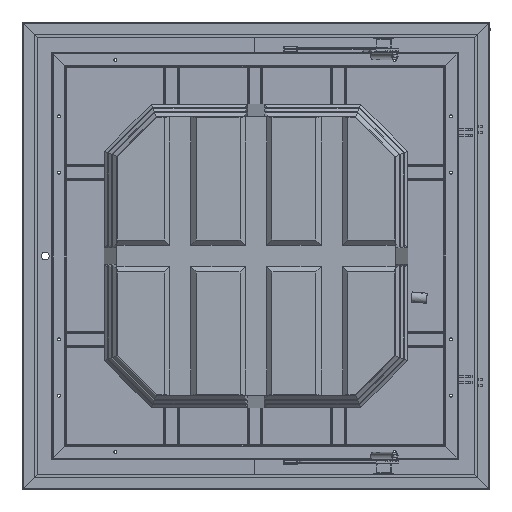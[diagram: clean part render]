
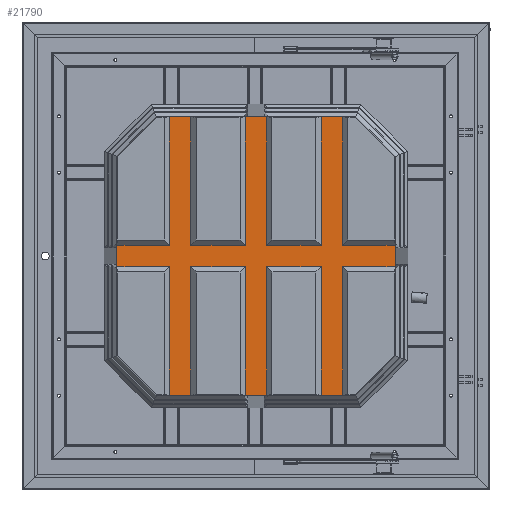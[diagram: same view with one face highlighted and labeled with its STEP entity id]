
A CAD part, front view. The second image highlights one B-rep face of the part: STEP entity #21790.
In plain terms, the highlighted planar face has unit normal (0, -1, 0).
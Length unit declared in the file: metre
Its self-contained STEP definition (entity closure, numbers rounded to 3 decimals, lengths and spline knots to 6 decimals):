
#548=LINE('',#33257,#2472);
#594=LINE('',#33344,#2518);
#598=LINE('',#33352,#2522);
#602=LINE('',#33360,#2526);
#633=LINE('',#33416,#2557);
#664=LINE('',#33471,#2588);
#668=LINE('',#33479,#2592);
#672=LINE('',#33487,#2596);
#761=LINE('',#33664,#2685);
#762=LINE('',#33666,#2686);
#763=LINE('',#33667,#2687);
#764=LINE('',#33669,#2688);
#765=LINE('',#33671,#2689);
#766=LINE('',#33672,#2690);
#767=LINE('',#33674,#2691);
#768=LINE('',#33676,#2692);
#769=LINE('',#33677,#2693);
#770=LINE('',#33679,#2694);
#771=LINE('',#33680,#2695);
#772=LINE('',#33682,#2696);
#773=LINE('',#33683,#2697);
#774=LINE('',#33685,#2698);
#775=LINE('',#33687,#2699);
#776=LINE('',#33688,#2700);
#777=LINE('',#33690,#2701);
#778=LINE('',#33692,#2702);
#779=LINE('',#33693,#2703);
#780=LINE('',#33695,#2704);
#2472=VECTOR('',#26591,1.);
#2518=VECTOR('',#26655,1.);
#2522=VECTOR('',#26659,1.);
#2526=VECTOR('',#26663,1.);
#2557=VECTOR('',#26704,1.);
#2588=VECTOR('',#26745,1.);
#2592=VECTOR('',#26749,1.);
#2596=VECTOR('',#26753,1.);
#2685=VECTOR('',#26946,1.);
#2686=VECTOR('',#26947,1.);
#2687=VECTOR('',#26948,1.);
#2688=VECTOR('',#26949,1.);
#2689=VECTOR('',#26950,1.);
#2690=VECTOR('',#26951,1.);
#2691=VECTOR('',#26952,1.);
#2692=VECTOR('',#26953,1.);
#2693=VECTOR('',#26954,1.);
#2694=VECTOR('',#26955,1.);
#2695=VECTOR('',#26956,1.);
#2696=VECTOR('',#26957,1.);
#2697=VECTOR('',#26958,1.);
#2698=VECTOR('',#26959,1.);
#2699=VECTOR('',#26960,1.);
#2700=VECTOR('',#26961,1.);
#2701=VECTOR('',#26962,1.);
#2702=VECTOR('',#26963,1.);
#2703=VECTOR('',#26964,1.);
#2704=VECTOR('',#26965,1.);
#6022=ORIENTED_EDGE('',*,*,#11695,.T.);
#6023=ORIENTED_EDGE('',*,*,#11696,.F.);
#6024=ORIENTED_EDGE('',*,*,#11606,.F.);
#6025=ORIENTED_EDGE('',*,*,#11697,.T.);
#6026=ORIENTED_EDGE('',*,*,#11698,.T.);
#6027=ORIENTED_EDGE('',*,*,#11699,.F.);
#6028=ORIENTED_EDGE('',*,*,#11602,.F.);
#6029=ORIENTED_EDGE('',*,*,#11700,.T.);
#6030=ORIENTED_EDGE('',*,*,#11701,.T.);
#6031=ORIENTED_EDGE('',*,*,#11702,.F.);
#6032=ORIENTED_EDGE('',*,*,#11598,.F.);
#6033=ORIENTED_EDGE('',*,*,#11703,.T.);
#6034=ORIENTED_EDGE('',*,*,#11704,.T.);
#6035=ORIENTED_EDGE('',*,*,#11482,.F.);
#6036=ORIENTED_EDGE('',*,*,#11705,.F.);
#6037=ORIENTED_EDGE('',*,*,#11706,.F.);
#6038=ORIENTED_EDGE('',*,*,#11536,.F.);
#6039=ORIENTED_EDGE('',*,*,#11707,.T.);
#6040=ORIENTED_EDGE('',*,*,#11708,.F.);
#6041=ORIENTED_EDGE('',*,*,#11709,.F.);
#6042=ORIENTED_EDGE('',*,*,#11532,.F.);
#6043=ORIENTED_EDGE('',*,*,#11710,.T.);
#6044=ORIENTED_EDGE('',*,*,#11711,.F.);
#6045=ORIENTED_EDGE('',*,*,#11712,.F.);
#6046=ORIENTED_EDGE('',*,*,#11528,.F.);
#6047=ORIENTED_EDGE('',*,*,#11713,.T.);
#6048=ORIENTED_EDGE('',*,*,#11714,.F.);
#6049=ORIENTED_EDGE('',*,*,#11567,.F.);
#11482=EDGE_CURVE('',#14436,#14437,#548,.T.);
#11528=EDGE_CURVE('',#14468,#14469,#594,.T.);
#11532=EDGE_CURVE('',#14472,#14473,#598,.T.);
#11536=EDGE_CURVE('',#14476,#14477,#602,.T.);
#11567=EDGE_CURVE('',#14496,#14497,#633,.T.);
#11598=EDGE_CURVE('',#14515,#14516,#664,.T.);
#11602=EDGE_CURVE('',#14519,#14520,#668,.T.);
#11606=EDGE_CURVE('',#14523,#14524,#672,.T.);
#11695=EDGE_CURVE('',#14496,#14560,#761,.T.);
#11696=EDGE_CURVE('',#14524,#14560,#762,.T.);
#11697=EDGE_CURVE('',#14523,#14561,#763,.T.);
#11698=EDGE_CURVE('',#14561,#14562,#764,.T.);
#11699=EDGE_CURVE('',#14520,#14562,#765,.T.);
#11700=EDGE_CURVE('',#14519,#14563,#766,.T.);
#11701=EDGE_CURVE('',#14563,#14564,#767,.T.);
#11702=EDGE_CURVE('',#14516,#14564,#768,.T.);
#11703=EDGE_CURVE('',#14515,#14565,#769,.T.);
#11704=EDGE_CURVE('',#14565,#14437,#770,.T.);
#11705=EDGE_CURVE('',#14566,#14436,#771,.T.);
#11706=EDGE_CURVE('',#14477,#14566,#772,.T.);
#11707=EDGE_CURVE('',#14476,#14567,#773,.T.);
#11708=EDGE_CURVE('',#14568,#14567,#774,.T.);
#11709=EDGE_CURVE('',#14473,#14568,#775,.T.);
#11710=EDGE_CURVE('',#14472,#14569,#776,.T.);
#11711=EDGE_CURVE('',#14570,#14569,#777,.T.);
#11712=EDGE_CURVE('',#14469,#14570,#778,.T.);
#11713=EDGE_CURVE('',#14468,#14571,#779,.T.);
#11714=EDGE_CURVE('',#14497,#14571,#780,.T.);
#14436=VERTEX_POINT('',#33256);
#14437=VERTEX_POINT('',#33258);
#14468=VERTEX_POINT('',#33343);
#14469=VERTEX_POINT('',#33345);
#14472=VERTEX_POINT('',#33351);
#14473=VERTEX_POINT('',#33353);
#14476=VERTEX_POINT('',#33359);
#14477=VERTEX_POINT('',#33361);
#14496=VERTEX_POINT('',#33415);
#14497=VERTEX_POINT('',#33417);
#14515=VERTEX_POINT('',#33470);
#14516=VERTEX_POINT('',#33472);
#14519=VERTEX_POINT('',#33478);
#14520=VERTEX_POINT('',#33480);
#14523=VERTEX_POINT('',#33486);
#14524=VERTEX_POINT('',#33488);
#14560=VERTEX_POINT('',#33665);
#14561=VERTEX_POINT('',#33668);
#14562=VERTEX_POINT('',#33670);
#14563=VERTEX_POINT('',#33673);
#14564=VERTEX_POINT('',#33675);
#14565=VERTEX_POINT('',#33678);
#14566=VERTEX_POINT('',#33681);
#14567=VERTEX_POINT('',#33684);
#14568=VERTEX_POINT('',#33686);
#14569=VERTEX_POINT('',#33689);
#14570=VERTEX_POINT('',#33691);
#14571=VERTEX_POINT('',#33694);
#17393=EDGE_LOOP('',(#6022,#6023,#6024,#6025,#6026,#6027,#6028,#6029,#6030,
#6031,#6032,#6033,#6034,#6035,#6036,#6037,#6038,#6039,#6040,#6041,#6042,
#6043,#6044,#6045,#6046,#6047,#6048,#6049));
#19241=FACE_BOUND('',#17393,.T.);
#21037=PLANE('',#23942);
#21790=ADVANCED_FACE('',(#19241),#21037,.T.);
#23942=AXIS2_PLACEMENT_3D('',#33663,#26944,#26945);
#26591=DIRECTION('',(-1.,0.,0.));
#26655=DIRECTION('',(0.,0.,-1.));
#26659=DIRECTION('',(0.,0.,-1.));
#26663=DIRECTION('',(0.,0.,-1.));
#26704=DIRECTION('',(1.,0.,0.));
#26745=DIRECTION('',(0.,0.,1.));
#26749=DIRECTION('',(0.,0.,1.));
#26753=DIRECTION('',(0.,0.,1.));
#26944=DIRECTION('',(0.,-1.,0.));
#26945=DIRECTION('',(1.,0.,0.));
#26946=DIRECTION('',(0.,0.,-1.));
#26947=DIRECTION('',(1.,0.,0.));
#26948=DIRECTION('',(1.,0.,0.));
#26949=DIRECTION('',(0.,0.,-1.));
#26950=DIRECTION('',(1.,0.,0.));
#26951=DIRECTION('',(1.,0.,0.));
#26952=DIRECTION('',(0.,0.,-1.));
#26953=DIRECTION('',(1.,0.,0.));
#26954=DIRECTION('',(1.,0.,0.));
#26955=DIRECTION('',(0.,0.,-1.));
#26956=DIRECTION('',(0.,0.,-1.));
#26957=DIRECTION('',(-1.,0.,0.));
#26958=DIRECTION('',(-1.,0.,0.));
#26959=DIRECTION('',(0.,0.,-1.));
#26960=DIRECTION('',(-1.,0.,0.));
#26961=DIRECTION('',(-1.,0.,0.));
#26962=DIRECTION('',(0.,0.,-1.));
#26963=DIRECTION('',(-1.,0.,0.));
#26964=DIRECTION('',(-1.,0.,0.));
#26965=DIRECTION('',(0.,0.,-1.));
#33256=CARTESIAN_POINT('',(0.042145,0.078957,-0.549808));
#33257=CARTESIAN_POINT('',(0.407184,0.078957,-0.549808));
#33258=CARTESIAN_POINT('',(-0.042151,0.078957,-0.549808));
#33343=CARTESIAN_POINT('',(0.549788,0.078957,0.342048));
#33344=CARTESIAN_POINT('',(0.549788,0.078957,0.611827));
#33345=CARTESIAN_POINT('',(0.549788,0.078957,0.257752));
#33351=CARTESIAN_POINT('',(0.549788,0.078957,0.042132));
#33352=CARTESIAN_POINT('',(0.549788,0.078957,0.611827));
#33353=CARTESIAN_POINT('',(0.549788,0.078957,-0.042164));
#33359=CARTESIAN_POINT('',(0.549788,0.078957,-0.257784));
#33360=CARTESIAN_POINT('',(0.549788,0.078957,0.611827));
#33361=CARTESIAN_POINT('',(0.549788,0.078957,-0.34208));
#33415=CARTESIAN_POINT('',(-0.042151,0.078957,0.549776));
#33416=CARTESIAN_POINT('',(0.037486,0.078957,0.549776));
#33417=CARTESIAN_POINT('',(0.042145,0.078957,0.549776));
#33470=CARTESIAN_POINT('',(-0.549795,0.078957,-0.34208));
#33471=CARTESIAN_POINT('',(-0.549795,0.078957,-0.407203));
#33472=CARTESIAN_POINT('',(-0.549795,0.078957,-0.257784));
#33478=CARTESIAN_POINT('',(-0.549795,0.078957,-0.042164));
#33479=CARTESIAN_POINT('',(-0.549795,0.078957,-0.407203));
#33480=CARTESIAN_POINT('',(-0.549795,0.078957,0.042132));
#33486=CARTESIAN_POINT('',(-0.549795,0.078957,0.257752));
#33487=CARTESIAN_POINT('',(-0.549795,0.078957,-0.407203));
#33488=CARTESIAN_POINT('',(-0.549795,0.078957,0.342048));
#33663=CARTESIAN_POINT('',(0.037486,0.078957,0.611827));
#33664=CARTESIAN_POINT('',(-0.042151,0.078957,0.611827));
#33665=CARTESIAN_POINT('',(-0.042151,0.078957,0.342048));
#33666=CARTESIAN_POINT('',(-0.611846,0.078957,0.342048));
#33667=CARTESIAN_POINT('',(0.037486,0.078957,0.257752));
#33668=CARTESIAN_POINT('',(-0.042151,0.078957,0.257752));
#33669=CARTESIAN_POINT('',(-0.042151,0.078957,0.611827));
#33670=CARTESIAN_POINT('',(-0.042151,0.078957,0.042132));
#33671=CARTESIAN_POINT('',(-0.611846,0.078957,0.042132));
#33672=CARTESIAN_POINT('',(0.037486,0.078957,-0.042164));
#33673=CARTESIAN_POINT('',(-0.042151,0.078957,-0.042164));
#33674=CARTESIAN_POINT('',(-0.042151,0.078957,0.611827));
#33675=CARTESIAN_POINT('',(-0.042151,0.078957,-0.257784));
#33676=CARTESIAN_POINT('',(-0.611846,0.078957,-0.257784));
#33677=CARTESIAN_POINT('',(0.037486,0.078957,-0.34208));
#33678=CARTESIAN_POINT('',(-0.042151,0.078957,-0.34208));
#33679=CARTESIAN_POINT('',(-0.042151,0.078957,0.611827));
#33680=CARTESIAN_POINT('',(0.042145,0.078957,0.611827));
#33681=CARTESIAN_POINT('',(0.042145,0.078957,-0.34208));
#33682=CARTESIAN_POINT('',(0.037486,0.078957,-0.34208));
#33683=CARTESIAN_POINT('',(0.61184,0.078957,-0.257784));
#33684=CARTESIAN_POINT('',(0.042145,0.078957,-0.257784));
#33685=CARTESIAN_POINT('',(0.042145,0.078957,0.611827));
#33686=CARTESIAN_POINT('',(0.042145,0.078957,-0.042164));
#33687=CARTESIAN_POINT('',(0.037486,0.078957,-0.042164));
#33688=CARTESIAN_POINT('',(0.61184,0.078957,0.042132));
#33689=CARTESIAN_POINT('',(0.042145,0.078957,0.042132));
#33690=CARTESIAN_POINT('',(0.042145,0.078957,0.611827));
#33691=CARTESIAN_POINT('',(0.042145,0.078957,0.257752));
#33692=CARTESIAN_POINT('',(0.037486,0.078957,0.257752));
#33693=CARTESIAN_POINT('',(0.61184,0.078957,0.342048));
#33694=CARTESIAN_POINT('',(0.042145,0.078957,0.342048));
#33695=CARTESIAN_POINT('',(0.042145,0.078957,0.611827));
